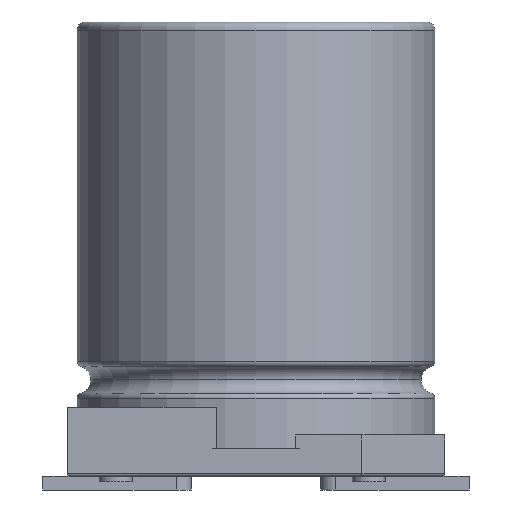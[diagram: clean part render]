
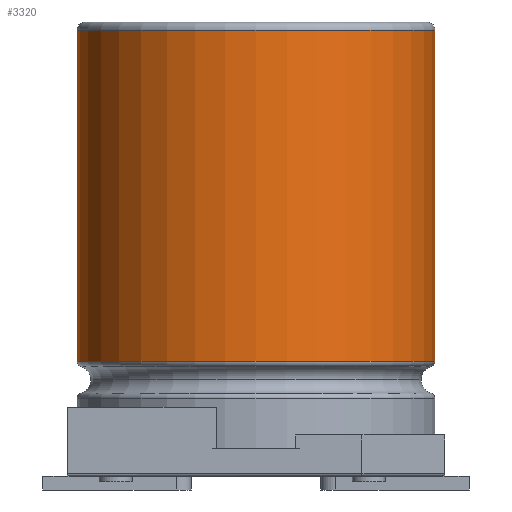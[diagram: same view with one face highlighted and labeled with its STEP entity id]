
A CAD part, front view. The second image highlights one B-rep face of the part: STEP entity #3320.
In plain terms, the highlighted cylindrical face has radius 6.5 mm (diameter 13 mm), a partial arc.
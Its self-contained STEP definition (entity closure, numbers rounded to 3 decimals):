
#135 = ORIENTED_EDGE ( 'NONE', *, *, #3339, .F. ) ;
#136 = ORIENTED_EDGE ( 'NONE', *, *, #3597, .F. ) ;
#137 = ORIENTED_EDGE ( 'NONE', *, *, #3338, .T. ) ;
#138 = ORIENTED_EDGE ( 'NONE', *, *, #3599, .T. ) ;
#848 = EDGE_LOOP ( 'NONE', ( #136, #137, #138, #135 ) ) ;
#1181 = CIRCLE ( 'NONE', #1801, 6.5 ) ;
#1210 = CIRCLE ( 'NONE', #1738, 6.5 ) ;
#1705 = FACE_OUTER_BOUND ( 'NONE', #848, .T. ) ;
#1710 = AXIS2_PLACEMENT_3D ( 'NONE', #2478, #2479, #2480 ) ;
#1711 = CYLINDRICAL_SURFACE ( 'NONE', #1710, 6.5 ) ;
#1738 = AXIS2_PLACEMENT_3D ( 'NONE', #2698, #2699, #2700 ) ;
#1801 = AXIS2_PLACEMENT_3D ( 'NONE', #2701, #2702, #2703 ) ;
#2306 = VERTEX_POINT ( 'NONE', #3817 ) ;
#2308 = VERTEX_POINT ( 'NONE', #3819 ) ;
#2309 = VERTEX_POINT ( 'NONE', #3820 ) ;
#2310 = VERTEX_POINT ( 'NONE', #3821 ) ;
#2478 = CARTESIAN_POINT ( 'NONE',  ( 0., 0., 0. ) ) ;
#2479 = DIRECTION ( 'NONE',  ( 0., 0., -1. ) ) ;
#2480 = DIRECTION ( 'NONE',  ( -1., 0., 0. ) ) ;
#2698 = CARTESIAN_POINT ( 'NONE',  ( 0., 0., 16.7 ) ) ;
#2699 = DIRECTION ( 'NONE',  ( 0., 0., -1. ) ) ;
#2700 = DIRECTION ( 'NONE',  ( -1., 0., 0. ) ) ;
#2701 = CARTESIAN_POINT ( 'NONE',  ( 0., 0., 4.671 ) ) ;
#2702 = DIRECTION ( 'NONE',  ( 0., 0., -1. ) ) ;
#2703 = DIRECTION ( 'NONE',  ( -1., 0., 0. ) ) ;
#3320 = ADVANCED_FACE ( 'NONE', ( #1705 ), #1711, .T. ) ;
#3338 = EDGE_CURVE ( 'NONE', #2308, #2309, #1210, .T. ) ;
#3339 = EDGE_CURVE ( 'NONE', #2310, #2306, #1181, .T. ) ;
#3597 = EDGE_CURVE ( 'NONE', #2308, #2310, #6420, .T. ) ;
#3599 = EDGE_CURVE ( 'NONE', #2309, #2306, #6426, .T. ) ;
#3817 = CARTESIAN_POINT ( 'NONE',  ( -6.5, 0., 4.671 ) ) ;
#3819 = CARTESIAN_POINT ( 'NONE',  ( 6.5, 0., 16.7 ) ) ;
#3820 = CARTESIAN_POINT ( 'NONE',  ( -6.5, 0., 16.7 ) ) ;
#3821 = CARTESIAN_POINT ( 'NONE',  ( 6.5, 0., 4.671 ) ) ;
#5882 = VECTOR ( 'NONE', #6422, 1000. ) ;
#5884 = VECTOR ( 'NONE', #6428, 1000. ) ;
#6420 = LINE ( 'NONE', #6421, #5882 ) ;
#6421 = CARTESIAN_POINT ( 'NONE',  ( 6.5, 0., 0. ) ) ;
#6422 = DIRECTION ( 'NONE',  ( 0., 0., -1. ) ) ;
#6426 = LINE ( 'NONE', #6427, #5884 ) ;
#6427 = CARTESIAN_POINT ( 'NONE',  ( -6.5, 0., 0. ) ) ;
#6428 = DIRECTION ( 'NONE',  ( 0., 0., -1. ) ) ;
